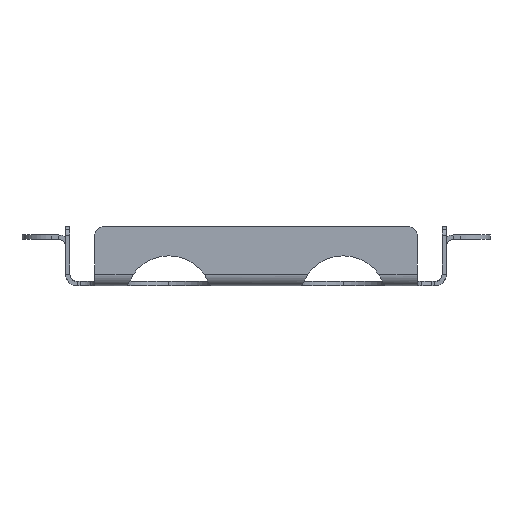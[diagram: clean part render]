
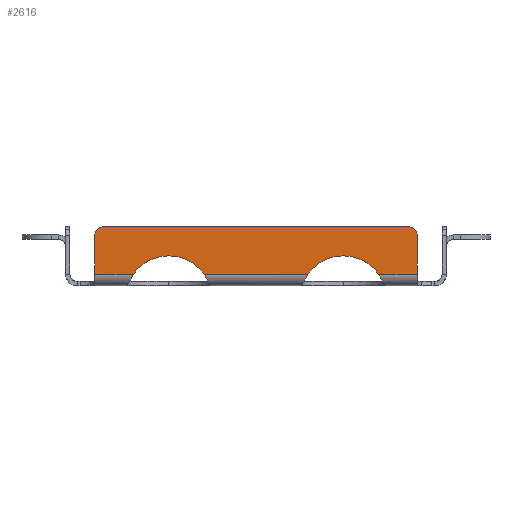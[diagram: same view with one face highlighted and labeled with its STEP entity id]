
A CAD part, front view. The second image highlights one B-rep face of the part: STEP entity #2616.
In plain terms, the highlighted planar face has unit normal (0, -1, 0).
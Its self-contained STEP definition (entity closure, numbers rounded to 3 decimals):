
#2515=AXIS2_PLACEMENT_3D('Plane Axis2P3D',#2512,#2513,#2514) ;
#2526=AXIS2_PLACEMENT_3D('Circle Axis2P3D',#2524,#2525,$) ;
#2533=AXIS2_PLACEMENT_3D('Circle Axis2P3D',#2531,#2532,$) ;
#2547=AXIS2_PLACEMENT_3D('Circle Axis2P3D',#2545,#2546,$) ;
#2554=AXIS2_PLACEMENT_3D('Circle Axis2P3D',#2552,#2553,$) ;
#2566=AXIS2_PLACEMENT_3D('Circle Axis2P3D',#2564,#2565,$) ;
#2573=AXIS2_PLACEMENT_3D('Circle Axis2P3D',#2571,#2572,$) ;
#1557=CARTESIAN_POINT('Vertex',(122.719,0.,4.)) ;
#1564=CARTESIAN_POINT('Vertex',(136.,0.,4.)) ;
#1567=CARTESIAN_POINT('Line Origine',(80.5,0.,4.)) ;
#1716=CARTESIAN_POINT('Vertex',(98.281,0.,4.)) ;
#1719=CARTESIAN_POINT('Line Origine',(80.5,0.,4.)) ;
#1723=CARTESIAN_POINT('Vertex',(62.719,0.,4.)) ;
#1871=CARTESIAN_POINT('Line Origine',(80.5,0.,4.)) ;
#1875=CARTESIAN_POINT('Vertex',(38.281,0.,4.)) ;
#1877=CARTESIAN_POINT('Vertex',(25.,0.,4.)) ;
#2512=CARTESIAN_POINT('Axis2P3D Location',(16.5,0.,1.5)) ;
#2517=CARTESIAN_POINT('Line Origine',(136.,0.,10.65)) ;
#2521=CARTESIAN_POINT('Vertex',(136.,0.,17.3)) ;
#2524=CARTESIAN_POINT('Axis2P3D Location',(133.,0.,17.3)) ;
#2528=CARTESIAN_POINT('Vertex',(135.121,0.,19.421)) ;
#2531=CARTESIAN_POINT('Axis2P3D Location',(133.,0.,17.3)) ;
#2535=CARTESIAN_POINT('Vertex',(133.,0.,20.3)) ;
#2538=CARTESIAN_POINT('Line Origine',(80.5,0.,20.3)) ;
#2542=CARTESIAN_POINT('Vertex',(28.,0.,20.3)) ;
#2545=CARTESIAN_POINT('Axis2P3D Location',(28.,0.,17.3)) ;
#2549=CARTESIAN_POINT('Vertex',(25.879,0.,19.421)) ;
#2552=CARTESIAN_POINT('Axis2P3D Location',(28.,0.,17.3)) ;
#2556=CARTESIAN_POINT('Vertex',(25.,0.,17.3)) ;
#2559=CARTESIAN_POINT('Line Origine',(25.,0.,10.65)) ;
#2564=CARTESIAN_POINT('Axis2P3D Location',(50.5,0.,-4.7)) ;
#2568=CARTESIAN_POINT('Vertex',(50.5,0.,10.3)) ;
#2571=CARTESIAN_POINT('Axis2P3D Location',(50.5,0.,-4.7)) ;
#2577=CARTESIAN_POINT('Control Point',(110.5,0.,10.3)) ;
#2578=CARTESIAN_POINT('Control Point',(108.982,0.,10.3)) ;
#2579=CARTESIAN_POINT('Control Point',(107.464,0.,10.108)) ;
#2580=CARTESIAN_POINT('Control Point',(105.979,0.,9.724)) ;
#2581=CARTESIAN_POINT('Control Point',(103.305,0.,8.655)) ;
#2582=CARTESIAN_POINT('Control Point',(100.962,0.,6.993)) ;
#2583=CARTESIAN_POINT('Control Point',(99.955,0.,6.094)) ;
#2584=CARTESIAN_POINT('Control Point',(99.057,0.,5.09)) ;
#2585=CARTESIAN_POINT('Control Point',(98.281,0.,4.)) ;
#2586=CARTESIAN_POINT('Vertex',(110.5,0.,10.3)) ;
#2590=CARTESIAN_POINT('Control Point',(122.719,0.,4.)) ;
#2591=CARTESIAN_POINT('Control Point',(121.839,0.,5.236)) ;
#2592=CARTESIAN_POINT('Control Point',(120.802,0.,6.361)) ;
#2593=CARTESIAN_POINT('Control Point',(119.627,0.,7.349)) ;
#2594=CARTESIAN_POINT('Control Point',(117.207,0.,8.907)) ;
#2595=CARTESIAN_POINT('Control Point',(114.493,0.,9.852)) ;
#2596=CARTESIAN_POINT('Control Point',(113.177,0.,10.151)) ;
#2597=CARTESIAN_POINT('Control Point',(111.838,0.,10.3)) ;
#2598=CARTESIAN_POINT('Control Point',(110.5,0.,10.3)) ;
#1568=DIRECTION('Vector Direction',(-1.,0.,0.)) ;
#1720=DIRECTION('Vector Direction',(-1.,0.,0.)) ;
#1872=DIRECTION('Vector Direction',(-1.,0.,0.)) ;
#2513=DIRECTION('Axis2P3D Direction',(0.,-1.,0.)) ;
#2514=DIRECTION('Axis2P3D XDirection',(-1.,0.,0.)) ;
#2518=DIRECTION('Vector Direction',(0.,0.,-1.)) ;
#2525=DIRECTION('Axis2P3D Direction',(0.,-1.,0.)) ;
#2532=DIRECTION('Axis2P3D Direction',(0.,-1.,0.)) ;
#2539=DIRECTION('Vector Direction',(-1.,0.,0.)) ;
#2546=DIRECTION('Axis2P3D Direction',(0.,-1.,0.)) ;
#2553=DIRECTION('Axis2P3D Direction',(0.,-1.,0.)) ;
#2560=DIRECTION('Vector Direction',(0.,0.,-1.)) ;
#2565=DIRECTION('Axis2P3D Direction',(0.,-1.,0.)) ;
#2572=DIRECTION('Axis2P3D Direction',(0.,-1.,0.)) ;
#1569=VECTOR('Line Direction',#1568,1.) ;
#1721=VECTOR('Line Direction',#1720,1.) ;
#1873=VECTOR('Line Direction',#1872,1.) ;
#2519=VECTOR('Line Direction',#2518,1.) ;
#2540=VECTOR('Line Direction',#2539,1.) ;
#2561=VECTOR('Line Direction',#2560,1.) ;
#2601=ORIENTED_EDGE('',*,*,#1571,.F.) ;
#2602=ORIENTED_EDGE('',*,*,#2523,.F.) ;
#2603=ORIENTED_EDGE('',*,*,#2530,.T.) ;
#2604=ORIENTED_EDGE('',*,*,#2537,.T.) ;
#2605=ORIENTED_EDGE('',*,*,#2544,.T.) ;
#2606=ORIENTED_EDGE('',*,*,#2551,.T.) ;
#2607=ORIENTED_EDGE('',*,*,#2558,.T.) ;
#2608=ORIENTED_EDGE('',*,*,#2563,.T.) ;
#2609=ORIENTED_EDGE('',*,*,#1879,.F.) ;
#2610=ORIENTED_EDGE('',*,*,#2570,.F.) ;
#2611=ORIENTED_EDGE('',*,*,#2575,.F.) ;
#2612=ORIENTED_EDGE('',*,*,#1725,.F.) ;
#2613=ORIENTED_EDGE('',*,*,#2588,.F.) ;
#2614=ORIENTED_EDGE('',*,*,#2599,.F.) ;
#2616=ADVANCED_FACE('Koerper.2',(#2615),#2516,.T.) ;
#2576=B_SPLINE_CURVE_WITH_KNOTS('',5,(#2577,#2578,#2579,#2580,#2581,#2582,#2583,#2584,#2585),.UNSPECIFIED.,.F.,.U.,(6,3,6),(0.,10.758,20.244),.UNSPECIFIED.) ;
#2589=B_SPLINE_CURVE_WITH_KNOTS('',5,(#2590,#2591,#2592,#2593,#2594,#2595,#2596,#2597,#2598),.UNSPECIFIED.,.F.,.U.,(6,3,6),(0.,10.758,20.244),.UNSPECIFIED.) ;
#2527=CIRCLE('generated circle',#2526,3.) ;
#2534=CIRCLE('generated circle',#2533,3.) ;
#2548=CIRCLE('generated circle',#2547,3.) ;
#2555=CIRCLE('generated circle',#2554,3.) ;
#2567=CIRCLE('generated circle',#2566,15.) ;
#2574=CIRCLE('generated circle',#2573,15.) ;
#1571=EDGE_CURVE('',#1565,#1558,#1570,.T.) ;
#1725=EDGE_CURVE('',#1717,#1724,#1722,.T.) ;
#1879=EDGE_CURVE('',#1876,#1878,#1874,.T.) ;
#2523=EDGE_CURVE('',#2522,#1565,#2520,.T.) ;
#2530=EDGE_CURVE('',#2522,#2529,#2527,.T.) ;
#2537=EDGE_CURVE('',#2529,#2536,#2534,.T.) ;
#2544=EDGE_CURVE('',#2536,#2543,#2541,.T.) ;
#2551=EDGE_CURVE('',#2543,#2550,#2548,.T.) ;
#2558=EDGE_CURVE('',#2550,#2557,#2555,.T.) ;
#2563=EDGE_CURVE('',#2557,#1878,#2562,.T.) ;
#2570=EDGE_CURVE('',#2569,#1876,#2567,.T.) ;
#2575=EDGE_CURVE('',#1724,#2569,#2574,.T.) ;
#2588=EDGE_CURVE('',#2587,#1717,#2576,.T.) ;
#2599=EDGE_CURVE('',#1558,#2587,#2589,.T.) ;
#2600=EDGE_LOOP('',(#2601,#2602,#2603,#2604,#2605,#2606,#2607,#2608,#2609,#2610,#2611,#2612,#2613,#2614)) ;
#2615=FACE_OUTER_BOUND('',#2600,.T.) ;
#1570=LINE('Line',#1567,#1569) ;
#1722=LINE('Line',#1719,#1721) ;
#1874=LINE('Line',#1871,#1873) ;
#2520=LINE('Line',#2517,#2519) ;
#2541=LINE('Line',#2538,#2540) ;
#2562=LINE('Line',#2559,#2561) ;
#2516=PLANE('',#2515) ;
#1558=VERTEX_POINT('',#1557) ;
#1565=VERTEX_POINT('',#1564) ;
#1717=VERTEX_POINT('',#1716) ;
#1724=VERTEX_POINT('',#1723) ;
#1876=VERTEX_POINT('',#1875) ;
#1878=VERTEX_POINT('',#1877) ;
#2522=VERTEX_POINT('',#2521) ;
#2529=VERTEX_POINT('',#2528) ;
#2536=VERTEX_POINT('',#2535) ;
#2543=VERTEX_POINT('',#2542) ;
#2550=VERTEX_POINT('',#2549) ;
#2557=VERTEX_POINT('',#2556) ;
#2569=VERTEX_POINT('',#2568) ;
#2587=VERTEX_POINT('',#2586) ;
